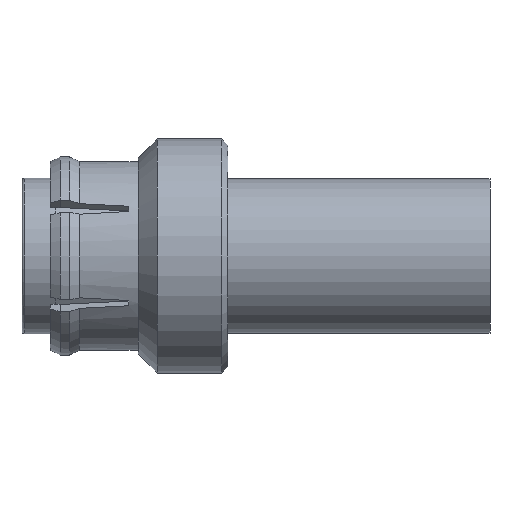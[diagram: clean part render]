
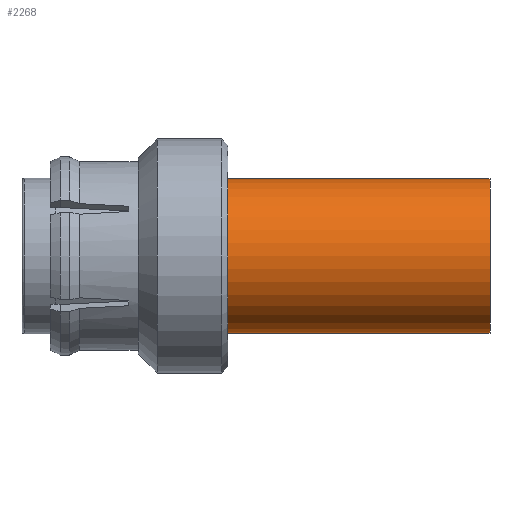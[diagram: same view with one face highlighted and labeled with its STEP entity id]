
A CAD part, front view. The second image highlights one B-rep face of the part: STEP entity #2268.
In plain terms, the highlighted cylindrical face has radius 1.549 mm (diameter 3.099 mm), a partial arc.
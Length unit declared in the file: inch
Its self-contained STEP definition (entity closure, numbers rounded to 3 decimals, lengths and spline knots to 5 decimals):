
#165 = CARTESIAN_POINT ( 'NONE',  ( 0.16265, 0., 0. ) ) ;
#177 = CARTESIAN_POINT ( 'NONE',  ( 0.16265, 0., -0.061 ) ) ;
#204 = AXIS2_PLACEMENT_3D ( 'NONE', #2992, #3290, #2527 ) ;
#426 = DIRECTION ( 'NONE',  ( 0., 0., -1. ) ) ;
#575 = EDGE_LOOP ( 'NONE', ( #1889, #2464, #797, #2711 ) ) ;
#667 = DIRECTION ( 'NONE',  ( -1., 0., 0. ) ) ;
#678 = CARTESIAN_POINT ( 'NONE',  ( 0.36965, 0., 0.061 ) ) ;
#797 = ORIENTED_EDGE ( 'NONE', *, *, #1549, .T. ) ;
#819 = VECTOR ( 'NONE', #667, 39.37008 ) ;
#842 = AXIS2_PLACEMENT_3D ( 'NONE', #2358, #2654, #2071 ) ;
#1041 = CARTESIAN_POINT ( 'NONE',  ( 0.36965, 0., -0.061 ) ) ;
#1090 = VECTOR ( 'NONE', #1139, 39.37008 ) ;
#1139 = DIRECTION ( 'NONE',  ( -1., 0., 0. ) ) ;
#1196 = CIRCLE ( 'NONE', #842, 0.061 ) ;
#1362 = EDGE_CURVE ( 'NONE', #3039, #2672, #1984, .T. ) ;
#1549 = EDGE_CURVE ( 'NONE', #3172, #3039, #3366, .T. ) ;
#1584 = FACE_OUTER_BOUND ( 'NONE', #575, .T. ) ;
#1734 = EDGE_CURVE ( 'NONE', #2824, #2672, #1785, .T. ) ;
#1785 = LINE ( 'NONE', #2922, #1090 ) ;
#1821 = CARTESIAN_POINT ( 'NONE',  ( 0.16265, 0., 0.061 ) ) ;
#1889 = ORIENTED_EDGE ( 'NONE', *, *, #1734, .F. ) ;
#1984 = CIRCLE ( 'NONE', #2474, 0.061 ) ;
#2060 = CARTESIAN_POINT ( 'NONE',  ( 0.36965, 0., 0.061 ) ) ;
#2071 = DIRECTION ( 'NONE',  ( 0., 0., -1. ) ) ;
#2268 = ADVANCED_FACE ( 'NONE', ( #1584 ), #2730, .T. ) ;
#2358 = CARTESIAN_POINT ( 'NONE',  ( 0.36965, 0., 0. ) ) ;
#2464 = ORIENTED_EDGE ( 'NONE', *, *, #2760, .F. ) ;
#2474 = AXIS2_PLACEMENT_3D ( 'NONE', #165, #3146, #426 ) ;
#2527 = DIRECTION ( 'NONE',  ( 0., 0., 1. ) ) ;
#2654 = DIRECTION ( 'NONE',  ( 1., 0., 0. ) ) ;
#2672 = VERTEX_POINT ( 'NONE', #177 ) ;
#2711 = ORIENTED_EDGE ( 'NONE', *, *, #1362, .T. ) ;
#2730 = CYLINDRICAL_SURFACE ( 'NONE', #204, 0.061 ) ;
#2760 = EDGE_CURVE ( 'NONE', #3172, #2824, #1196, .T. ) ;
#2824 = VERTEX_POINT ( 'NONE', #1041 ) ;
#2922 = CARTESIAN_POINT ( 'NONE',  ( 0.36965, 0., -0.061 ) ) ;
#2992 = CARTESIAN_POINT ( 'NONE',  ( 0.36965, 0., 0. ) ) ;
#3039 = VERTEX_POINT ( 'NONE', #1821 ) ;
#3146 = DIRECTION ( 'NONE',  ( 1., 0., 0. ) ) ;
#3172 = VERTEX_POINT ( 'NONE', #2060 ) ;
#3290 = DIRECTION ( 'NONE',  ( -1., 0., 0. ) ) ;
#3366 = LINE ( 'NONE', #678, #819 ) ;
